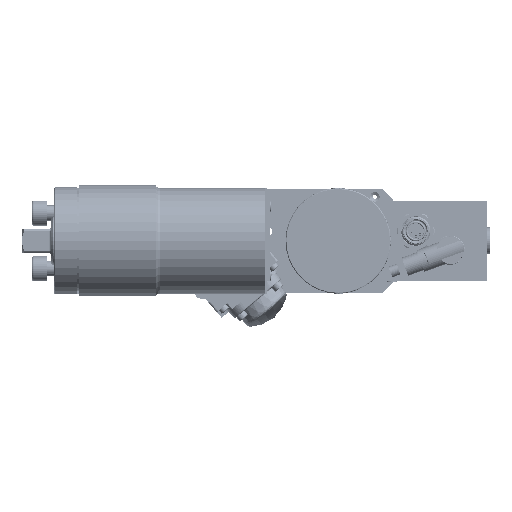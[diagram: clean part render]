
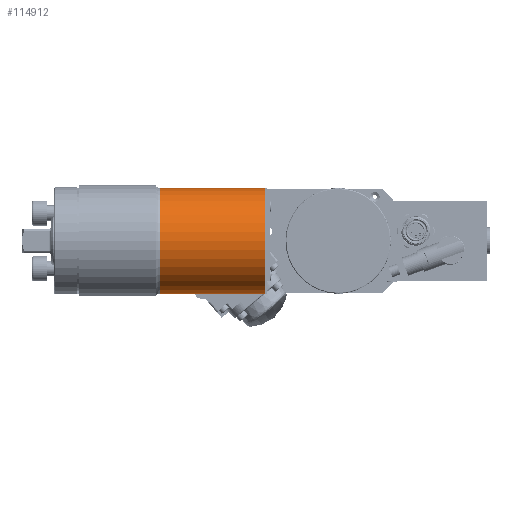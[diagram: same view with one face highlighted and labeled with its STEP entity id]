
A CAD part, left-side view. The second image highlights one B-rep face of the part: STEP entity #114912.
In plain terms, the highlighted cylindrical face has radius 27.5 mm (diameter 55 mm), a partial arc.
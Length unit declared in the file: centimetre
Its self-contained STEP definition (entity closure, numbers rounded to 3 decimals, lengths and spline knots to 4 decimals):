
#15218=LINE('',#242185,#23723);
#15238=LINE('',#242341,#23743);
#23723=VECTOR('',#153238,5.4402);
#23743=VECTOR('',#153278,5.4402);
#25620=CYLINDRICAL_SURFACE('',#125435,2.75);
#31117=FACE_OUTER_BOUND('',#37410,.T.);
#37410=EDGE_LOOP('',(#100967,#100968,#100969,#100970));
#42576=CIRCLE('',#125068,2.75);
#42784=CIRCLE('',#125434,2.75);
#52995=VERTEX_POINT('',#242182);
#52996=VERTEX_POINT('',#242184);
#53025=VERTEX_POINT('',#242328);
#53026=VERTEX_POINT('',#242340);
#68821=EDGE_CURVE('',#52995,#52996,#15218,.T.);
#68854=EDGE_CURVE('',#53026,#53025,#15238,.T.);
#69002=EDGE_CURVE('',#53025,#52996,#42576,.T.);
#69452=EDGE_CURVE('',#53026,#52995,#42784,.T.);
#100967=ORIENTED_EDGE('',*,*,#69002,.T.);
#100968=ORIENTED_EDGE('',*,*,#68821,.F.);
#100969=ORIENTED_EDGE('',*,*,#69452,.F.);
#100970=ORIENTED_EDGE('',*,*,#68854,.T.);
#114912=ADVANCED_FACE('',(#31117),#25620,.T.);
#125068=AXIS2_PLACEMENT_3D('',#242816,#153580,#153581);
#125434=AXIS2_PLACEMENT_3D('',#246845,#154451,#154452);
#125435=AXIS2_PLACEMENT_3D('',#246846,#154453,#154454);
#153238=DIRECTION('',(0.,1.,0.));
#153278=DIRECTION('',(0.,1.,0.));
#153580=DIRECTION('center_axis',(0.,-1.,0.));
#153581=DIRECTION('ref_axis',(0.,0.,
1.));
#154451=DIRECTION('center_axis',(0.,-1.,0.));
#154452=DIRECTION('ref_axis',(0.,0.,
1.));
#154453=DIRECTION('center_axis',(0.,-1.,0.));
#154454=DIRECTION('ref_axis',(-1.,0.,0.));
#242182=CARTESIAN_POINT('',(-19.74,-2.9,-2.75));
#242184=CARTESIAN_POINT('',(-19.74,2.5402,-2.75));
#242185=CARTESIAN_POINT('',(-19.74,-2.9,-2.75));
#242328=CARTESIAN_POINT('',(-19.74,2.5402,2.75));
#242340=CARTESIAN_POINT('',(-19.74,-2.9,2.75));
#242341=CARTESIAN_POINT('',(-19.74,-2.9,2.75));
#242816=CARTESIAN_POINT('Origin',(-19.74,2.5402,0.));
#246845=CARTESIAN_POINT('Origin',(-19.74,-2.9,0.));
#246846=CARTESIAN_POINT('Origin',(-19.74,-3.,0.));
